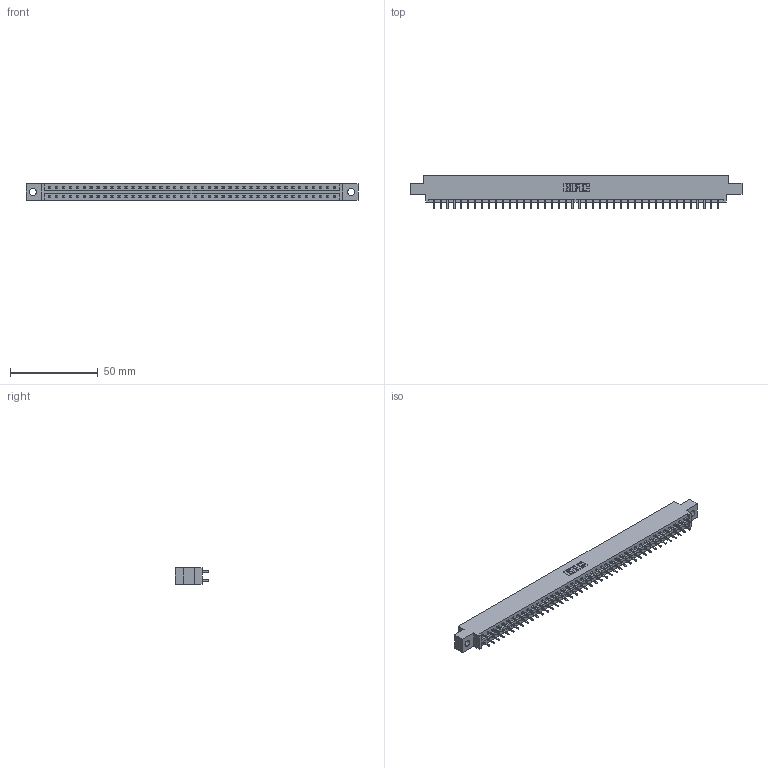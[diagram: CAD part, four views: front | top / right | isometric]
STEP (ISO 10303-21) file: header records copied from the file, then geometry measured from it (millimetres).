
FILE_DESCRIPTION (( 'STEP AP203' ), '1' );
FILE_NAME ('387-084-521-804.STEP', '2019-10-23T00:58:38', ( '' ), ( '' ), 'SwSTEP 2.0', 'SolidWorks 2016', '' );
FILE_SCHEMA (( 'CONFIG_CONTROL_DESIGN' ));
Length unit declared in the file: inch
Products named in the file (3): 387-084-521-804; 345-292-001_345-293-121; 337 Part_0.170 Offset - 0.156 Dia-TH
Assembly tree (85 placements, depth 2):
  387-084-521-804
    337 Part_0.170 Offset - 0.156 Dia-TH
    345-292-001_345-293-121  x84
Bounding box: 189.43 x 19.06 x 9.4 mm (x, y, z)
Volume: 19724.3 mm3; surface area: 21954.6 mm2
Topology: 85 solids, 85 shells, 4654 faces, 13847 edges, 9118 vertices
Faces by surface type: plane 3266, cylinder 1388
Entity records: 32717 total; most frequent: CARTESIAN_POINT 5514, ORIENTED_EDGE 5450, DIRECTION 4689, EDGE_CURVE 2725, LINE 2597, VECTOR 2597, VERTEX_POINT 1814, AXIS2_PLACEMENT_3D 1046
